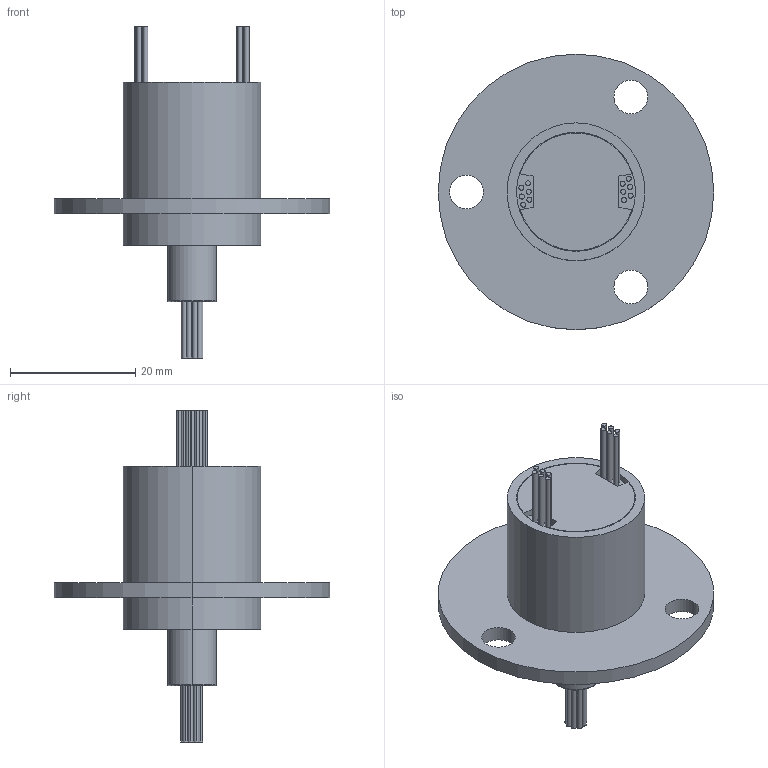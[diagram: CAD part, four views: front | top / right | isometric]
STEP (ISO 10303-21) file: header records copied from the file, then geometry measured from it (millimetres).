
FILE_DESCRIPTION (( 'STEP AP203' ), '1' );
FILE_NAME ('MC260.STEP', '2017-08-29T03:51:41', ( 'Windows' ), ( 'Microsoft' ), 'SwSTEP 2.0', 'SolidWorks 2010', '' );
FILE_SCHEMA (( 'CONFIG_CONTROL_DESIGN' ));
Length unit declared in the file: millimetre
Products named in the file (1): MC260
Bounding box: 44 x 44 x 53 mm (x, y, z)
Volume: 12797.4 mm3; surface area: 6163.3 mm2
Topology: 1 solids, 1 shells, 116 faces, 242 edges, 160 vertices
Faces by surface type: cylinder 72, plane 40, torus 4
Entity records: 3255 total; most frequent: DIRECTION 628, CARTESIAN_POINT 519, ORIENTED_EDGE 484, AXIS2_PLACEMENT_3D 269, EDGE_CURVE 242, VERTEX_POINT 160, EDGE_LOOP 154, CIRCLE 152
